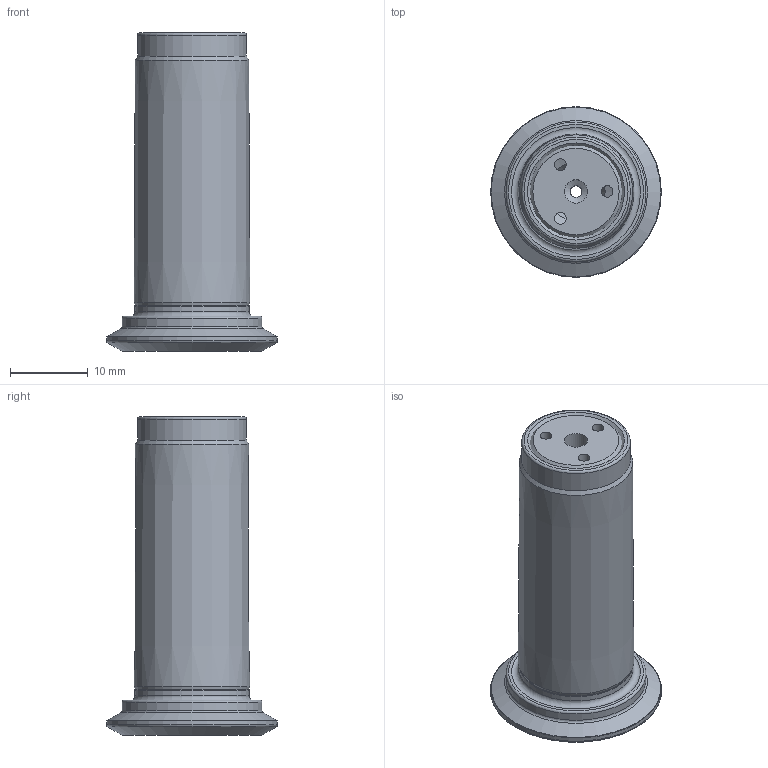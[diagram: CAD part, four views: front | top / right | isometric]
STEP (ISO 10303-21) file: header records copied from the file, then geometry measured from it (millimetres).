
FILE_DESCRIPTION(/* description */ (''),/* implementation_level */ '2;1');
FILE_NAME(/* name */ '171503006.stp',/* time_stamp */ '2021-01-12T12:00:02',/* author */ ('LRA'),/* organization */ ('REGO-FIX'),/* preprocessor_version */ ' Unknown',/* originating_system */ 'SIEMENS PLM Software Solid Edge ST10',/* authorization */ 'Unknown');
FILE_SCHEMA (('AUTOMOTIVE_DESIGN { 1 0 10303 214 2 1 1}'));
Length unit declared in the file: millimetre
Products named in the file (1): NOCUT
Bounding box: 21.98 x 21.98 x 41 mm (x, y, z)
Volume: 7015.4 mm3; surface area: 3784.1 mm2
Topology: 2 solids, 2 shells, 56 faces, 127 edges, 77 vertices
Faces by surface type: cylinder 18, plane 14, cone 13, torus 11
Full cylindrical faces by diameter (mm): 1.5 x4, 2.8 x1, 3 x2, 5 x1, 7.5 x1, 10 x1, 11.1 x1, 11.459 x1, 12 x1, 12.5 x1, 14 x1, 14.7 x1, 18 x1, 21.975 x1
Entity records: 1494 total; most frequent: DIRECTION 252, CARTESIAN_POINT 200, ORIENTED_EDGE 148, AXIS2_PLACEMENT_3D 118, EDGE_LOOP 110, FACE_BOUND 110, EDGE_CURVE 74, VERTEX_POINT 66
